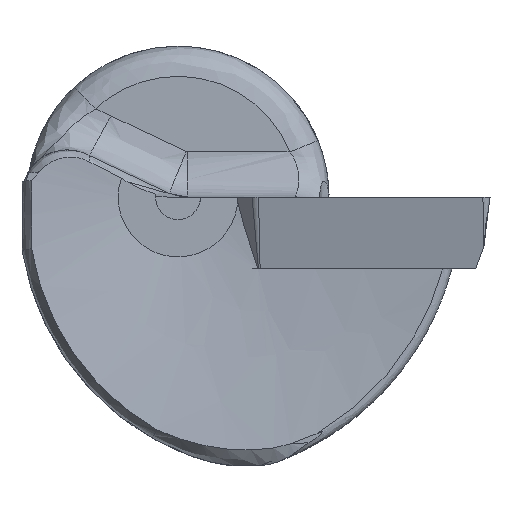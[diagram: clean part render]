
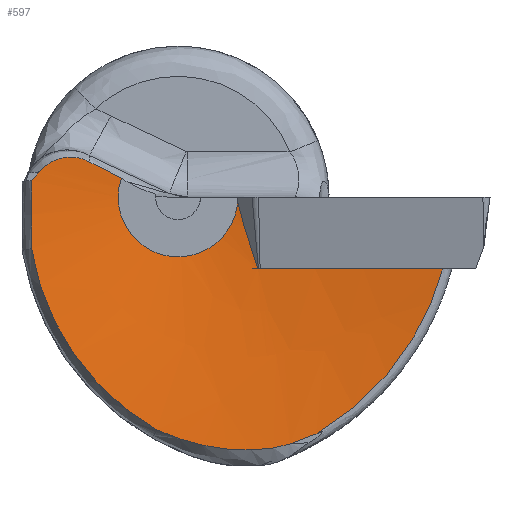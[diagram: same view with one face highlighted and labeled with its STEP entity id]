
A CAD part, left-side view. The second image highlights one B-rep face of the part: STEP entity #597.
In plain terms, the highlighted free-form (B-spline) face has degree [2, 1] with [5, 2] control points.
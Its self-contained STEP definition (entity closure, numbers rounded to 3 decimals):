
#545 = EDGE_CURVE('',#546,#548,#550,.T.);
#546 = VERTEX_POINT('',#547);
#547 = CARTESIAN_POINT('',(-35.552,5.432,-9.182
    ));
#548 = VERTEX_POINT('',#549);
#549 = CARTESIAN_POINT('',(-35.552,-3.696,
    -11.034));
#550 = ( BOUNDED_CURVE() B_SPLINE_CURVE(2,(#551,#552,#553,#554,#555),
.UNSPECIFIED.,.F.,.F.) B_SPLINE_CURVE_WITH_KNOTS((3,2,3),(4.39
,6.083,7.776),.PIECEWISE_BEZIER_KNOTS.) CURVE() 
GEOMETRIC_REPRESENTATION_ITEM() RATIONAL_B_SPLINE_CURVE((1.,
0.662,1.,0.662,1.)) REPRESENTATION_ITEM('') );
#551 = CARTESIAN_POINT('',(-35.552,5.432,
    -9.182));
#552 = CARTESIAN_POINT('',(-35.552,7.115,
    -14.213));
#553 = CARTESIAN_POINT('',(-35.552,1.915,
    -15.268));
#554 = CARTESIAN_POINT('',(-35.552,-3.284,
    -16.323));
#555 = CARTESIAN_POINT('',(-35.552,-3.696,
    -11.034));
#597 = ADVANCED_FACE('',(#598),#707,.F.);
#598 = FACE_BOUND('',#599,.F.);
#599 = EDGE_LOOP('',(#600,#610,#618,#631,#646,#657,#668,#683,#692,#693,
    #701));
#600 = ORIENTED_EDGE('',*,*,#601,.F.);
#601 = EDGE_CURVE('',#602,#604,#606,.T.);
#602 = VERTEX_POINT('',#603);
#603 = CARTESIAN_POINT('',(-38.519,-9.849,
    -29.267));
#604 = VERTEX_POINT('',#605);
#605 = CARTESIAN_POINT('',(-38.519,-19.786,
    -16.313));
#606 = ( BOUNDED_CURVE() B_SPLINE_CURVE(2,(#607,#608,#609),
.UNSPECIFIED.,.F.,.F.) B_SPLINE_CURVE_WITH_KNOTS((3,3),(0.527,
1.305),.PIECEWISE_BEZIER_KNOTS.) CURVE() 
GEOMETRIC_REPRESENTATION_ITEM() RATIONAL_B_SPLINE_CURVE((1.,
0.925,1.)) REPRESENTATION_ITEM('') );
#607 = CARTESIAN_POINT('',(-38.519,-9.849,
    -29.267));
#608 = CARTESIAN_POINT('',(-38.519,-17.472,
    -24.827));
#609 = CARTESIAN_POINT('',(-38.519,-19.786,
    -16.313));
#610 = ORIENTED_EDGE('',*,*,#611,.T.);
#611 = EDGE_CURVE('',#602,#612,#614,.T.);
#612 = VERTEX_POINT('',#613);
#613 = CARTESIAN_POINT('',(-38.478,-7.823,
    -30.051));
#614 = ( BOUNDED_CURVE() B_SPLINE_CURVE(2,(#615,#616,#617),
.UNSPECIFIED.,.F.,.F.) B_SPLINE_CURVE_WITH_KNOTS((3,3),(2.749,
2.826),.PIECEWISE_BEZIER_KNOTS.) CURVE() 
GEOMETRIC_REPRESENTATION_ITEM() RATIONAL_B_SPLINE_CURVE((1.,
0.999,1.)) REPRESENTATION_ITEM('') );
#615 = CARTESIAN_POINT('',(-38.519,-9.849,
    -29.267));
#616 = CARTESIAN_POINT('',(-38.497,-8.85,
    -29.699));
#617 = CARTESIAN_POINT('',(-38.478,-7.823,
    -30.051));
#618 = ORIENTED_EDGE('',*,*,#619,.T.);
#619 = EDGE_CURVE('',#612,#620,#622,.T.);
#620 = VERTEX_POINT('',#621);
#621 = CARTESIAN_POINT('',(-37.959,2.651,-28.934)
  );
#622 = B_SPLINE_CURVE_WITH_KNOTS('',3,(#623,#624,#625,#626,#627,#628,
    #629,#630),.UNSPECIFIED.,.F.,.F.,(4,2,2,4),(-0.969,
    -0.695,-0.454,0.),.UNSPECIFIED.);
#623 = CARTESIAN_POINT('',(-38.478,-7.823,
    -30.051));
#624 = CARTESIAN_POINT('',(-38.468,-7.255,
    -30.246));
#625 = CARTESIAN_POINT('',(-38.439,-6.394,
    -30.425));
#626 = CARTESIAN_POINT('',(-38.353,-4.39,
    -30.554));
#627 = CARTESIAN_POINT('',(-38.307,-3.434,
    -30.519));
#628 = CARTESIAN_POINT('',(-38.166,-0.721,
    -30.188));
#629 = CARTESIAN_POINT('',(-38.064,1.024,
    -29.682));
#630 = CARTESIAN_POINT('',(-37.959,2.651,-28.934
    ));
#631 = ORIENTED_EDGE('',*,*,#632,.T.);
#632 = EDGE_CURVE('',#620,#633,#635,.T.);
#633 = VERTEX_POINT('',#634);
#634 = CARTESIAN_POINT('',(-36.874,12.48,
    -14.714));
#635 = B_SPLINE_CURVE_WITH_KNOTS('',3,(#636,#637,#638,#639,#640,#641,
    #642,#643,#644,#645),.UNSPECIFIED.,.F.,.F.,(4,2,2,2,4),(
    -1.513,-1.134,-0.755,-0.376,
    0.),.UNSPECIFIED.);
#636 = CARTESIAN_POINT('',(-37.959,2.651,
    -28.934));
#637 = CARTESIAN_POINT('',(-37.849,3.95,
    -28.193));
#638 = CARTESIAN_POINT('',(-37.74,5.159,
    -27.311));
#639 = CARTESIAN_POINT('',(-37.528,7.354,-25.297
    ));
#640 = CARTESIAN_POINT('',(-37.424,8.336,
    -24.17));
#641 = CARTESIAN_POINT('',(-37.23,10.036,
    -21.71));
#642 = CARTESIAN_POINT('',(-37.141,10.744,
    -20.39));
#643 = CARTESIAN_POINT('',(-36.986,11.852,
    -17.618));
#644 = CARTESIAN_POINT('',(-36.921,12.247,
    -16.182));
#645 = CARTESIAN_POINT('',(-36.874,12.48,
    -14.714));
#646 = ORIENTED_EDGE('',*,*,#647,.T.);
#647 = EDGE_CURVE('',#633,#648,#650,.T.);
#648 = VERTEX_POINT('',#649);
#649 = CARTESIAN_POINT('',(-36.762,12.462,-9.38)
  );
#650 = B_SPLINE_CURVE_WITH_KNOTS('',3,(#651,#652,#653,#654,#655,#656),
  .UNSPECIFIED.,.F.,.F.,(4,2,4),(-0.451,-0.226,
    0.),.UNSPECIFIED.);
#651 = CARTESIAN_POINT('',(-36.874,12.48,
    -14.714));
#652 = CARTESIAN_POINT('',(-36.821,12.472,
    -13.825));
#653 = CARTESIAN_POINT('',(-36.783,12.466,
    -12.94));
#654 = CARTESIAN_POINT('',(-36.744,12.459,-11.157
    ));
#655 = CARTESIAN_POINT('',(-36.744,12.459,
    -10.272));
#656 = CARTESIAN_POINT('',(-36.762,12.462,
    -9.38));
#657 = ORIENTED_EDGE('',*,*,#658,.F.);
#658 = EDGE_CURVE('',#659,#648,#661,.T.);
#659 = VERTEX_POINT('',#660);
#660 = CARTESIAN_POINT('',(-36.667,11.819,
    -8.677));
#661 = B_SPLINE_CURVE_WITH_KNOTS('',3,(#662,#663,#664,#665,#666,#667),
  .UNSPECIFIED.,.F.,.F.,(4,2,4),(-0.081,-0.04
    ,0.),.UNSPECIFIED.);
#662 = CARTESIAN_POINT('',(-36.667,11.819,
    -8.677));
#663 = CARTESIAN_POINT('',(-36.681,11.917,
    -8.802));
#664 = CARTESIAN_POINT('',(-36.695,12.021,
    -8.925));
#665 = CARTESIAN_POINT('',(-36.727,12.235,
    -9.159));
#666 = CARTESIAN_POINT('',(-36.744,12.347,
    -9.272));
#667 = CARTESIAN_POINT('',(-36.762,12.462,
    -9.38));
#668 = ORIENTED_EDGE('',*,*,#669,.T.);
#669 = EDGE_CURVE('',#659,#670,#672,.T.);
#670 = VERTEX_POINT('',#671);
#671 = CARTESIAN_POINT('',(-36.051,7.973,
    -7.893));
#672 = B_SPLINE_CURVE_WITH_KNOTS('',3,(#673,#674,#675,#676,#677,#678,
    #679,#680,#681,#682),.UNSPECIFIED.,.F.,.F.,(4,2,2,2,4),(
    -0.275,-0.217,-0.16,-0.091,
    0.),.UNSPECIFIED.);
#673 = CARTESIAN_POINT('',(-36.667,11.819,
    -8.677));
#674 = CARTESIAN_POINT('',(-36.638,11.594,
    -8.392));
#675 = CARTESIAN_POINT('',(-36.601,11.324,
    -8.154));
#676 = CARTESIAN_POINT('',(-36.514,10.714,
    -7.782));
#677 = CARTESIAN_POINT('',(-36.466,10.387,
    -7.654));
#678 = CARTESIAN_POINT('',(-36.344,9.606,
    -7.497));
#679 = CARTESIAN_POINT('',(-36.283,9.24,
    -7.518));
#680 = CARTESIAN_POINT('',(-36.175,8.621,
    -7.612));
#681 = CARTESIAN_POINT('',(-36.113,8.283,
    -7.726));
#682 = CARTESIAN_POINT('',(-36.051,7.973,
    -7.893));
#683 = ORIENTED_EDGE('',*,*,#684,.T.);
#684 = EDGE_CURVE('',#670,#546,#685,.T.);
#685 = B_SPLINE_CURVE_WITH_KNOTS('',3,(#686,#687,#688,#689,#690,#691),
  .UNSPECIFIED.,.F.,.F.,(4,2,4),(-0.245,-0.122,
    0.),.UNSPECIFIED.);
#686 = CARTESIAN_POINT('',(-36.051,7.973,
    -7.893));
#687 = CARTESIAN_POINT('',(-35.968,7.556,-8.119
    ));
#688 = CARTESIAN_POINT('',(-35.885,7.135,
    -8.34));
#689 = CARTESIAN_POINT('',(-35.719,6.29,
    -8.769));
#690 = CARTESIAN_POINT('',(-35.635,5.862,
    -8.979));
#691 = CARTESIAN_POINT('',(-35.552,5.432,
    -9.182));
#692 = ORIENTED_EDGE('',*,*,#545,.T.);
#693 = ORIENTED_EDGE('',*,*,#694,.F.);
#694 = EDGE_CURVE('',#695,#548,#697,.T.);
#695 = VERTEX_POINT('',#696);
#696 = CARTESIAN_POINT('',(-36.21,-5.27,
    -16.313));
#697 = ( BOUNDED_CURVE() B_SPLINE_CURVE(2,(#698,#699,#700),
.UNSPECIFIED.,.F.,.F.) B_SPLINE_CURVE_WITH_KNOTS((3,3),(0.771,
1.922),.PIECEWISE_BEZIER_KNOTS.) CURVE() 
GEOMETRIC_REPRESENTATION_ITEM() RATIONAL_B_SPLINE_CURVE((2.709,
3.729,3.992)) REPRESENTATION_ITEM('') );
#698 = CARTESIAN_POINT('',(-36.21,-5.27,
    -16.313));
#699 = CARTESIAN_POINT('',(-35.65,-4.11,
    -12.859));
#700 = CARTESIAN_POINT('',(-35.552,-3.696,
    -11.034));
#701 = ORIENTED_EDGE('',*,*,#702,.T.);
#702 = EDGE_CURVE('',#695,#604,#703,.T.);
#703 = ( BOUNDED_CURVE() B_SPLINE_CURVE(2,(#704,#705,#706),
.UNSPECIFIED.,.F.,.F.) B_SPLINE_CURVE_WITH_KNOTS((3,3),(3.658,
4.585),.PIECEWISE_BEZIER_KNOTS.) CURVE() 
GEOMETRIC_REPRESENTATION_ITEM() RATIONAL_B_SPLINE_CURVE((2.418,
1.989,1.252)) REPRESENTATION_ITEM('') );
#704 = CARTESIAN_POINT('',(-36.21,-5.27,
    -16.313));
#705 = CARTESIAN_POINT('',(-36.744,-9.353,
    -16.313));
#706 = CARTESIAN_POINT('',(-38.519,-19.786,
    -16.313));
#707 = ( BOUNDED_SURFACE() B_SPLINE_SURFACE(2,1,(
    (#708,#709)
    ,(#710,#711)
    ,(#712,#713)
    ,(#714,#715)
,(#716,#717
    )),.UNSPECIFIED.,.F.,.F.,.F.) B_SPLINE_SURFACE_WITH_KNOTS((3,2,3),(2
    ,2),(4.332,6.054,7.776),(
    0.,14.414),.PIECEWISE_BEZIER_KNOTS.) 
GEOMETRIC_REPRESENTATION_ITEM() RATIONAL_B_SPLINE_SURFACE((
    (1.,1.)
    ,(0.652,0.652)
    ,(1.,1.)
    ,(0.652,0.652)
,(1.,1.))) REPRESENTATION_ITEM('') SURFACE() );
#708 = CARTESIAN_POINT('',(-35.552,5.338,
    -8.926));
#709 = CARTESIAN_POINT('',(-38.519,20.961,
    -2.671));
#710 = CARTESIAN_POINT('',(-35.552,7.369,
    -13.998));
#711 = CARTESIAN_POINT('',(-38.519,30.275,
    -25.933));
#712 = CARTESIAN_POINT('',(-35.552,2.049,
    -15.239));
#713 = CARTESIAN_POINT('',(-38.519,5.873,
    -31.628));
#714 = CARTESIAN_POINT('',(-35.552,-3.272,
    -16.481));
#715 = CARTESIAN_POINT('',(-38.519,-18.529,
    -37.322));
#716 = CARTESIAN_POINT('',(-35.552,-3.696,
    -11.034));
#717 = CARTESIAN_POINT('',(-38.519,-20.474,
    -12.34));
